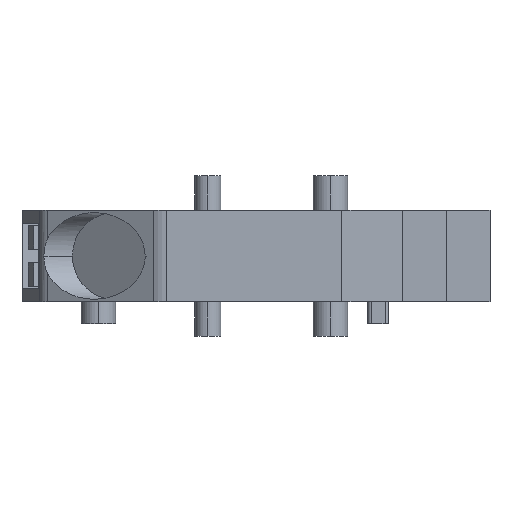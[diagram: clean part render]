
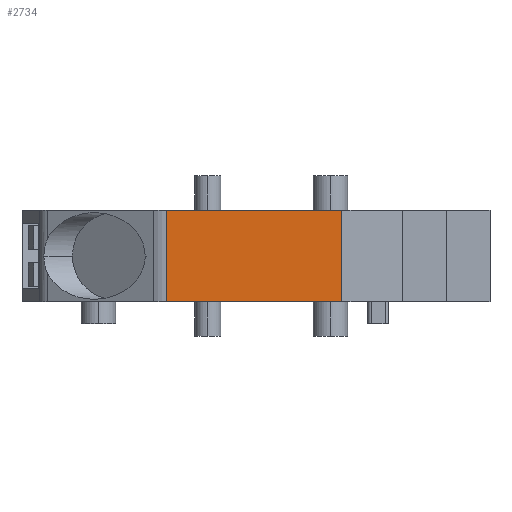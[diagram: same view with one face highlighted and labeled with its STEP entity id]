
A CAD part, left-side view. The second image highlights one B-rep face of the part: STEP entity #2734.
In plain terms, the highlighted planar face has unit normal (-1, 0, 0).
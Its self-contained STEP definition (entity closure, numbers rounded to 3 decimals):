
#28 = CARTESIAN_POINT ( 'NONE',  ( 279.786, 448.642, -51.53 ) ) ;
#35 = CARTESIAN_POINT ( 'NONE',  ( 279.786, 438.544, -56.83 ) ) ;
#36 = CARTESIAN_POINT ( 'NONE',  ( 279.786, 438.544, -51.53 ) ) ;
#67 = CARTESIAN_POINT ( 'NONE',  ( 279.786, 448.642, -56.83 ) ) ;
#788 = EDGE_LOOP ( 'NONE', ( #1252, #1218, #1253, #1237 ) ) ;
#1218 = ORIENTED_EDGE ( 'NONE', *, *, #2789, .F. ) ;
#1237 = ORIENTED_EDGE ( 'NONE', *, *, #2795, .T. ) ;
#1252 = ORIENTED_EDGE ( 'NONE', *, *, #2831, .F. ) ;
#1253 = ORIENTED_EDGE ( 'NONE', *, *, #2800, .F. ) ;
#1955 = VERTEX_POINT ( 'NONE', #28 ) ;
#1992 = VERTEX_POINT ( 'NONE', #67 ) ;
#1993 = VERTEX_POINT ( 'NONE', #35 ) ;
#1996 = VERTEX_POINT ( 'NONE', #36 ) ;
#2734 = ADVANCED_FACE ( 'NONE', ( #4571 ), #4606, .F. ) ;
#2789 = EDGE_CURVE ( 'NONE', #1992, #1955, #4795, .T. ) ;
#2795 = EDGE_CURVE ( 'NONE', #1993, #1996, #4842, .T. ) ;
#2800 = EDGE_CURVE ( 'NONE', #1993, #1992, #4893, .T. ) ;
#2831 = EDGE_CURVE ( 'NONE', #1955, #1996, #4935, .T. ) ;
#4181 = AXIS2_PLACEMENT_3D ( 'NONE', #4578, #4574, #4616 ) ;
#4184 = VECTOR ( 'NONE', #4836, 1000. ) ;
#4185 = VECTOR ( 'NONE', #4856, 1000. ) ;
#4201 = VECTOR ( 'NONE', #4994, 1000. ) ;
#4217 = VECTOR ( 'NONE', #4868, 1000. ) ;
#4571 = FACE_OUTER_BOUND ( 'NONE', #788, .T. ) ;
#4574 = DIRECTION ( 'NONE',  ( 1., 0., 0. ) ) ;
#4578 = CARTESIAN_POINT ( 'NONE',  ( 279.786, 448.642, -51.56 ) ) ;
#4606 = PLANE ( 'NONE',  #4181 ) ;
#4616 = DIRECTION ( 'NONE',  ( 0., 1., 0. ) ) ;
#4795 = LINE ( 'NONE', #4799, #4184 ) ;
#4799 = CARTESIAN_POINT ( 'NONE',  ( 279.786, 448.642, -51.56 ) ) ;
#4836 = DIRECTION ( 'NONE',  ( 0., 0., 1. ) ) ;
#4842 = LINE ( 'NONE', #4864, #4185 ) ;
#4856 = DIRECTION ( 'NONE',  ( 0., 0., 1. ) ) ;
#4864 = CARTESIAN_POINT ( 'NONE',  ( 279.786, 438.544, -51.56 ) ) ;
#4868 = DIRECTION ( 'NONE',  ( 0., 1., 0. ) ) ;
#4887 = CARTESIAN_POINT ( 'NONE',  ( 279.786, 448.642, -56.83 ) ) ;
#4893 = LINE ( 'NONE', #4887, #4217 ) ;
#4935 = LINE ( 'NONE', #5002, #4201 ) ;
#4994 = DIRECTION ( 'NONE',  ( 0., -1., 0. ) ) ;
#5002 = CARTESIAN_POINT ( 'NONE',  ( 279.786, 448.642, -51.53 ) ) ;
